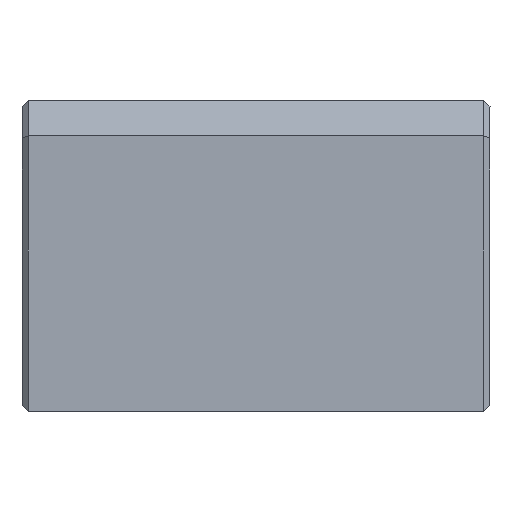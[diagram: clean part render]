
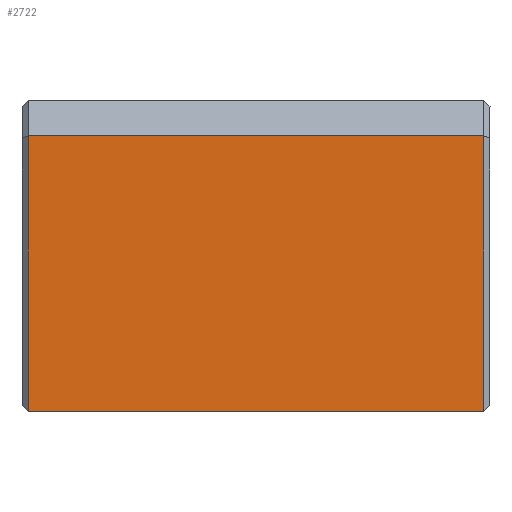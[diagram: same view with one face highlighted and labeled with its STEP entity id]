
A CAD part, left-side view. The second image highlights one B-rep face of the part: STEP entity #2722.
In plain terms, the highlighted planar face has unit normal (-1, 0, 0).
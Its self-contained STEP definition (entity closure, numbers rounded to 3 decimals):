
#367=FACE_OUTER_BOUND('',#541,.T.);
#541=EDGE_LOOP('',(#2341,#2342,#2343,#2344));
#779=LINE('',#4864,#1029);
#798=LINE('',#4931,#1048);
#801=LINE('',#4935,#1051);
#802=LINE('',#4936,#1052);
#1029=VECTOR('',#3234,21.59);
#1048=VECTOR('',#3297,21.59);
#1051=VECTOR('',#3302,13.075);
#1052=VECTOR('',#3303,13.075);
#1287=VERTEX_POINT('',#4861);
#1288=VERTEX_POINT('',#4863);
#1313=VERTEX_POINT('',#4929);
#1314=VERTEX_POINT('',#4930);
#1632=EDGE_CURVE('',#1288,#1287,#779,.T.);
#1665=EDGE_CURVE('',#1313,#1314,#798,.T.);
#1668=EDGE_CURVE('',#1287,#1314,#801,.T.);
#1669=EDGE_CURVE('',#1313,#1288,#802,.T.);
#2341=ORIENTED_EDGE('',*,*,#1632,.T.);
#2342=ORIENTED_EDGE('',*,*,#1668,.T.);
#2343=ORIENTED_EDGE('',*,*,#1665,.F.);
#2344=ORIENTED_EDGE('',*,*,#1669,.T.);
#2592=PLANE('',#2861);
#2722=ADVANCED_FACE('',(#367),#2592,.F.);
#2861=AXIS2_PLACEMENT_3D('',#4934,#3300,#3301);
#3234=DIRECTION('',(0.,-1.,0.));
#3297=DIRECTION('',(0.,-1.,0.));
#3300=DIRECTION('center_axis',(1.,0.,0.));
#3301=DIRECTION('ref_axis',(0.,0.,-1.));
#3302=DIRECTION('',(0.,0.,1.));
#3303=DIRECTION('',(0.,0.,-1.));
#4861=CARTESIAN_POINT('',(-15.4,79.4,-30.494));
#4863=CARTESIAN_POINT('',(-15.4,100.989,-30.494));
#4864=CARTESIAN_POINT('',(-15.4,100.989,-30.494));
#4929=CARTESIAN_POINT('',(-15.4,100.989,-17.419));
#4930=CARTESIAN_POINT('',(-15.4,79.4,-17.419));
#4931=CARTESIAN_POINT('',(-15.4,100.989,-17.419));
#4934=CARTESIAN_POINT('Origin',(-15.4,134.817,-28.994));
#4935=CARTESIAN_POINT('',(-15.4,79.4,-30.494));
#4936=CARTESIAN_POINT('',(-15.4,100.989,-17.419));
